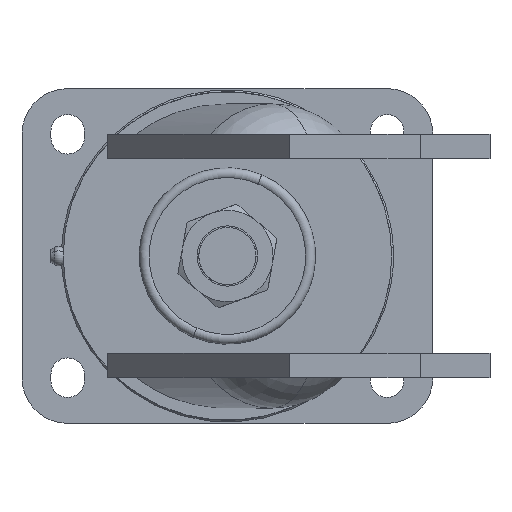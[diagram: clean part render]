
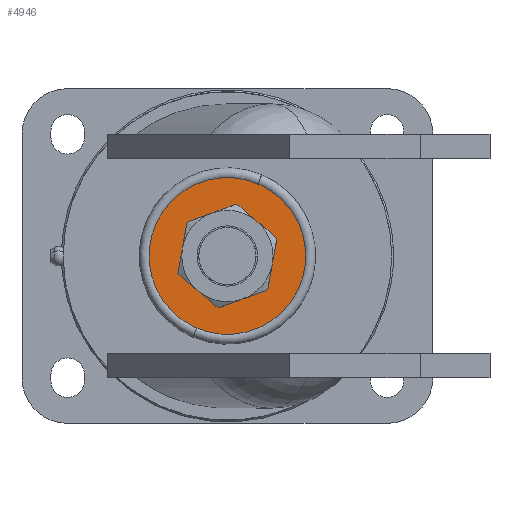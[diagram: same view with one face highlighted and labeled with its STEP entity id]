
A CAD part, front view. The second image highlights one B-rep face of the part: STEP entity #4946.
In plain terms, the highlighted planar face has unit normal (0, -1, 0).
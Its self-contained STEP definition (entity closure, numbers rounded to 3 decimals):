
#1609 = CIRCLE ( 'NONE', #14131, 25.75 ) ;
#2238 = DIRECTION ( 'NONE',  ( -0.266, 0., -0.964 ) ) ;
#2538 = DIRECTION ( 'NONE',  ( -0.266, 0., -0.964 ) ) ;
#3243 = ORIENTED_EDGE ( 'NONE', *, *, #30356, .T. ) ;
#3860 = CARTESIAN_POINT ( 'NONE',  ( 6.848, -38.92, 24.823 ) ) ;
#3975 = CARTESIAN_POINT ( 'NONE',  ( 0., -38.92, 0. ) ) ;
#4740 = CARTESIAN_POINT ( 'NONE',  ( -6.848, -38.92, -24.823 ) ) ;
#4946 = ADVANCED_FACE ( 'NONE', ( #19017, #29264 ), #24249, .F. ) ;
#5518 = VERTEX_POINT ( 'NONE', #24245 ) ;
#5915 = ORIENTED_EDGE ( 'NONE', *, *, #33281, .T. ) ;
#7482 = EDGE_LOOP ( 'NONE', ( #16932, #29743 ) ) ;
#7756 = DIRECTION ( 'NONE',  ( 0., 1., 0. ) ) ;
#10761 = DIRECTION ( 'NONE',  ( 0., 1., 0. ) ) ;
#13263 = CARTESIAN_POINT ( 'NONE',  ( 0., -38.92, 0. ) ) ;
#14070 = CARTESIAN_POINT ( 'NONE',  ( 2.659, -38.92, 9.64 ) ) ;
#14131 = AXIS2_PLACEMENT_3D ( 'NONE', #20348, #21052, #17664 ) ;
#14839 = VERTEX_POINT ( 'NONE', #3860 ) ;
#16932 = ORIENTED_EDGE ( 'NONE', *, *, #19134, .F. ) ;
#17020 = DIRECTION ( 'NONE',  ( -0.266, 0., -0.964 ) ) ;
#17416 = CIRCLE ( 'NONE', #32248, 10. ) ;
#17664 = DIRECTION ( 'NONE',  ( -0.266, 0., -0.964 ) ) ;
#18100 = CIRCLE ( 'NONE', #24392, 25.75 ) ;
#18832 = VERTEX_POINT ( 'NONE', #14070 ) ;
#19017 = FACE_OUTER_BOUND ( 'NONE', #7482, .T. ) ;
#19134 = EDGE_CURVE ( 'NONE', #14839, #24533, #18100, .T. ) ;
#19524 = DIRECTION ( 'NONE',  ( 0., 1., 0. ) ) ;
#19770 = CARTESIAN_POINT ( 'NONE',  ( 0., -38.92, 0. ) ) ;
#20048 = EDGE_CURVE ( 'NONE', #24533, #14839, #1609, .T. ) ;
#20348 = CARTESIAN_POINT ( 'NONE',  ( 0., -38.92, 0. ) ) ;
#21052 = DIRECTION ( 'NONE',  ( 0., 1., 0. ) ) ;
#21359 = DIRECTION ( 'NONE',  ( 0., 1., 0. ) ) ;
#21409 = DIRECTION ( 'NONE',  ( -0.266, 0., -0.964 ) ) ;
#23092 = AXIS2_PLACEMENT_3D ( 'NONE', #32444, #7756, #21409 ) ;
#24245 = CARTESIAN_POINT ( 'NONE',  ( -2.659, -38.92, -9.64 ) ) ;
#24249 = PLANE ( 'NONE',  #26851 ) ;
#24392 = AXIS2_PLACEMENT_3D ( 'NONE', #19770, #21359, #2538 ) ;
#24533 = VERTEX_POINT ( 'NONE', #4740 ) ;
#26851 = AXIS2_PLACEMENT_3D ( 'NONE', #13263, #10761, #2238 ) ;
#29264 = FACE_BOUND ( 'NONE', #30118, .T. ) ;
#29743 = ORIENTED_EDGE ( 'NONE', *, *, #20048, .F. ) ;
#29877 = CIRCLE ( 'NONE', #23092, 10. ) ;
#30118 = EDGE_LOOP ( 'NONE', ( #3243, #5915 ) ) ;
#30356 = EDGE_CURVE ( 'NONE', #18832, #5518, #29877, .T. ) ;
#32248 = AXIS2_PLACEMENT_3D ( 'NONE', #3975, #19524, #17020 ) ;
#32444 = CARTESIAN_POINT ( 'NONE',  ( 0., -38.92, 0. ) ) ;
#33281 = EDGE_CURVE ( 'NONE', #5518, #18832, #17416, .T. ) ;
